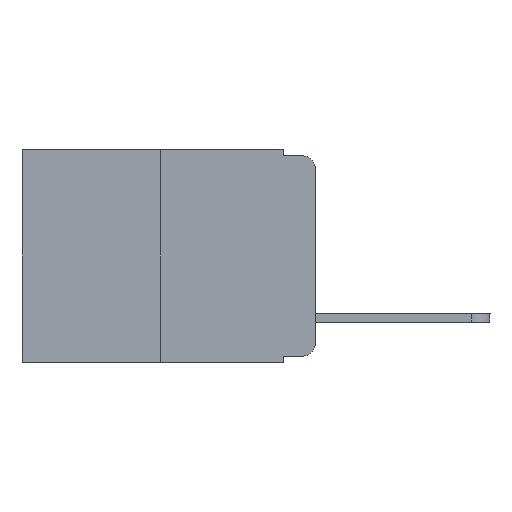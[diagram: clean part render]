
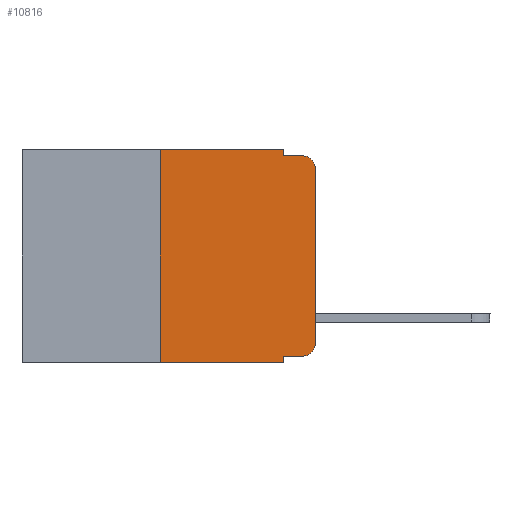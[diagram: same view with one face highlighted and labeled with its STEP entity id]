
A CAD part, left-side view. The second image highlights one B-rep face of the part: STEP entity #10816.
In plain terms, the highlighted planar face has unit normal (-1, 0, 0).
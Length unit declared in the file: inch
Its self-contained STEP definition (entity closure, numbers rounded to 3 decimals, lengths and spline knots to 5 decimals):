
#3 = CIRCLE ( 'NONE', #6467, 0.02 ) ;
#398 = CARTESIAN_POINT ( 'NONE',  ( 0., 0.051, 0. ) ) ;
#422 = ORIENTED_EDGE ( 'NONE', *, *, #7981, .F. ) ;
#509 = CARTESIAN_POINT ( 'NONE',  ( 0., 0.02, -0.333 ) ) ;
#520 = VECTOR ( 'NONE', #3640, 39.37008 ) ;
#550 = VERTEX_POINT ( 'NONE', #4178 ) ;
#723 = DIRECTION ( 'NONE',  ( -1., 0., 0. ) ) ;
#727 = VERTEX_POINT ( 'NONE', #398 ) ;
#753 = ORIENTED_EDGE ( 'NONE', *, *, #7220, .T. ) ;
#815 = DIRECTION ( 'NONE',  ( 0., 0., -1. ) ) ;
#939 = DIRECTION ( 'NONE',  ( 0., -1., 0. ) ) ;
#1909 = ORIENTED_EDGE ( 'NONE', *, *, #4698, .F. ) ;
#1979 = CARTESIAN_POINT ( 'NONE',  ( 0., 0.051, -0.333 ) ) ;
#2022 = DIRECTION ( 'NONE',  ( 0., 0., -1. ) ) ;
#2193 = AXIS2_PLACEMENT_3D ( 'NONE', #4999, #8559, #815 ) ;
#2332 = EDGE_CURVE ( 'NONE', #3348, #6703, #9871, .T. ) ;
#2565 = VERTEX_POINT ( 'NONE', #7409 ) ;
#2574 = EDGE_CURVE ( 'NONE', #2565, #4257, #9232, .T. ) ;
#2620 = LINE ( 'NONE', #10712, #10030 ) ;
#2853 = CARTESIAN_POINT ( 'NONE',  ( 0., 0.473, 0. ) ) ;
#2888 = CARTESIAN_POINT ( 'NONE',  ( 0., 0.051, -0.01 ) ) ;
#2904 = CIRCLE ( 'NONE', #9595, 0.02 ) ;
#3047 = DIRECTION ( 'NONE',  ( -1., 0., 0. ) ) ;
#3167 = ORIENTED_EDGE ( 'NONE', *, *, #4547, .T. ) ;
#3244 = EDGE_CURVE ( 'NONE', #6703, #727, #9148, .T. ) ;
#3269 = CARTESIAN_POINT ( 'NONE',  ( 0., 0.051, 0. ) ) ;
#3345 = DIRECTION ( 'NONE',  ( 0., 0., -1. ) ) ;
#3348 = VERTEX_POINT ( 'NONE', #11190 ) ;
#3509 = PLANE ( 'NONE',  #2193 ) ;
#3598 = CARTESIAN_POINT ( 'NONE',  ( 0., 0., 0. ) ) ;
#3640 = DIRECTION ( 'NONE',  ( 0., -1., 0. ) ) ;
#3739 = EDGE_CURVE ( 'NONE', #2565, #5550, #5396, .T. ) ;
#3866 = ORIENTED_EDGE ( 'NONE', *, *, #2332, .F. ) ;
#4055 = VERTEX_POINT ( 'NONE', #2888 ) ;
#4178 = CARTESIAN_POINT ( 'NONE',  ( 0., 0., -0.313 ) ) ;
#4257 = VERTEX_POINT ( 'NONE', #8291 ) ;
#4306 = CARTESIAN_POINT ( 'NONE',  ( 0., 0.02, -0.03 ) ) ;
#4469 = DIRECTION ( 'NONE',  ( 0., -1., 0. ) ) ;
#4547 = EDGE_CURVE ( 'NONE', #5550, #550, #2904, .T. ) ;
#4562 = VECTOR ( 'NONE', #10307, 39.37008 ) ;
#4677 = CARTESIAN_POINT ( 'NONE',  ( 0., 0.051, 0. ) ) ;
#4698 = EDGE_CURVE ( 'NONE', #727, #4055, #10195, .T. ) ;
#4830 = ORIENTED_EDGE ( 'NONE', *, *, #5921, .T. ) ;
#4999 = CARTESIAN_POINT ( 'NONE',  ( 0., 0.473, 0. ) ) ;
#5221 = FACE_OUTER_BOUND ( 'NONE', #7543, .T. ) ;
#5252 = DIRECTION ( 'NONE',  ( 0., 0., 1. ) ) ;
#5255 = VECTOR ( 'NONE', #2022, 39.37008 ) ;
#5260 = LINE ( 'NONE', #3598, #7386 ) ;
#5396 = LINE ( 'NONE', #1979, #5825 ) ;
#5550 = VERTEX_POINT ( 'NONE', #509 ) ;
#5825 = VECTOR ( 'NONE', #939, 39.37008 ) ;
#5921 = EDGE_CURVE ( 'NONE', #3348, #4257, #8002, .T. ) ;
#5987 = VECTOR ( 'NONE', #5252, 39.37008 ) ;
#6467 = AXIS2_PLACEMENT_3D ( 'NONE', #4306, #723, #3345 ) ;
#6552 = EDGE_CURVE ( 'NONE', #550, #10316, #5260, .T. ) ;
#6703 = VERTEX_POINT ( 'NONE', #9882 ) ;
#7114 = CARTESIAN_POINT ( 'NONE',  ( 0., 0.473, -0.343 ) ) ;
#7179 = CARTESIAN_POINT ( 'NONE',  ( 0., 0.25, 0. ) ) ;
#7220 = EDGE_CURVE ( 'NONE', #10316, #10769, #3, .T. ) ;
#7386 = VECTOR ( 'NONE', #8831, 39.37008 ) ;
#7409 = CARTESIAN_POINT ( 'NONE',  ( 0., 0.051, -0.333 ) ) ;
#7543 = EDGE_LOOP ( 'NONE', ( #8857, #753, #422, #1909, #10138, #3866, #4830, #11420, #9607, #3167 ) ) ;
#7981 = EDGE_CURVE ( 'NONE', #4055, #10769, #2620, .T. ) ;
#8002 = LINE ( 'NONE', #7114, #520 ) ;
#8291 = CARTESIAN_POINT ( 'NONE',  ( 0., 0.051, -0.343 ) ) ;
#8559 = DIRECTION ( 'NONE',  ( 1., 0., 0. ) ) ;
#8831 = DIRECTION ( 'NONE',  ( 0., 0., 1. ) ) ;
#8857 = ORIENTED_EDGE ( 'NONE', *, *, #6552, .T. ) ;
#8971 = DIRECTION ( 'NONE',  ( 0., -1., 0. ) ) ;
#9148 = LINE ( 'NONE', #2853, #10912 ) ;
#9232 = LINE ( 'NONE', #4677, #5255 ) ;
#9595 = AXIS2_PLACEMENT_3D ( 'NONE', #9902, #3047, #10905 ) ;
#9607 = ORIENTED_EDGE ( 'NONE', *, *, #3739, .T. ) ;
#9871 = LINE ( 'NONE', #7179, #5987 ) ;
#9882 = CARTESIAN_POINT ( 'NONE',  ( 0., 0.25, 0. ) ) ;
#9902 = CARTESIAN_POINT ( 'NONE',  ( 0., 0.02, -0.313 ) ) ;
#10030 = VECTOR ( 'NONE', #4469, 39.37008 ) ;
#10138 = ORIENTED_EDGE ( 'NONE', *, *, #3244, .F. ) ;
#10195 = LINE ( 'NONE', #3269, #4562 ) ;
#10307 = DIRECTION ( 'NONE',  ( 0., 0., -1. ) ) ;
#10316 = VERTEX_POINT ( 'NONE', #10319 ) ;
#10319 = CARTESIAN_POINT ( 'NONE',  ( 0., 0., -0.03 ) ) ;
#10550 = CARTESIAN_POINT ( 'NONE',  ( 0., 0.02, -0.01 ) ) ;
#10712 = CARTESIAN_POINT ( 'NONE',  ( 0., 0.051, -0.01 ) ) ;
#10769 = VERTEX_POINT ( 'NONE', #10550 ) ;
#10816 = ADVANCED_FACE ( 'NONE', ( #5221 ), #3509, .F. ) ;
#10905 = DIRECTION ( 'NONE',  ( 0., 0., -1. ) ) ;
#10912 = VECTOR ( 'NONE', #8971, 39.37008 ) ;
#11190 = CARTESIAN_POINT ( 'NONE',  ( 0., 0.25, -0.343 ) ) ;
#11420 = ORIENTED_EDGE ( 'NONE', *, *, #2574, .F. ) ;
